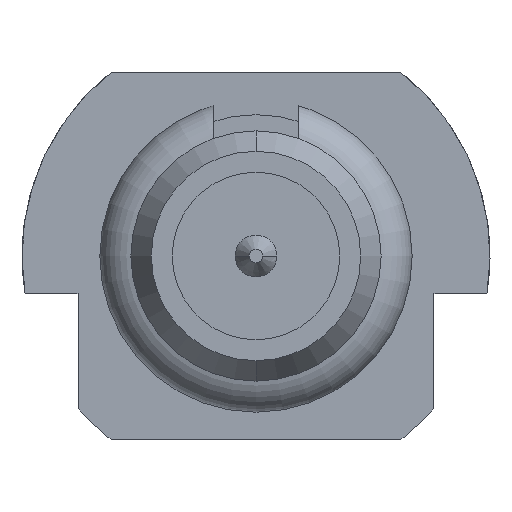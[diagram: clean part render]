
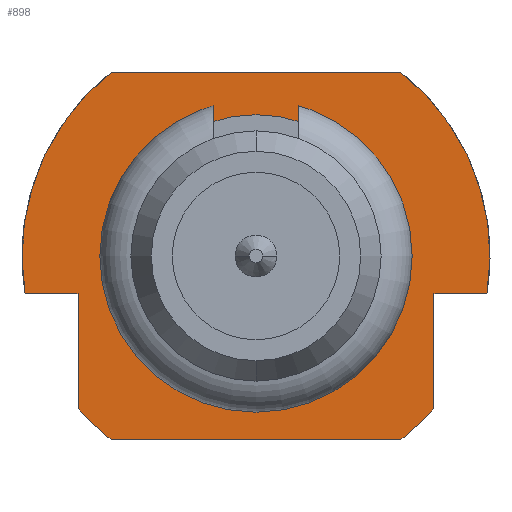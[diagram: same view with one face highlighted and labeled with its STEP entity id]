
A CAD part, left-side view. The second image highlights one B-rep face of the part: STEP entity #898.
In plain terms, the highlighted planar face has unit normal (-1, 0, 0).
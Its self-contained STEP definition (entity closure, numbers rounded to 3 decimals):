
#111=CARTESIAN_POINT('',(2.7,0.,0.));
#112=DIRECTION('',(-1.,0.,0.));
#113=DIRECTION('',(0.,0.,-1.));
#114=AXIS2_PLACEMENT_3D('',#111,#112,#113);
#116=CARTESIAN_POINT('',(2.7,0.,0.));
#117=DIRECTION('',(1.,0.,0.));
#118=DIRECTION('',(0.,0.,-1.));
#119=AXIS2_PLACEMENT_3D('',#116,#117,#118);
#121=DIRECTION('',(0.,-1.,0.));
#122=VECTOR('',#121,0.506);
#123=CARTESIAN_POINT('',(2.7,2.206,-0.36));
#124=LINE('',#123,#122);
#125=CARTESIAN_POINT('',(2.7,0.,0.));
#126=DIRECTION('',(1.,0.,0.));
#127=DIRECTION('',(0.,0.987,-0.161));
#128=AXIS2_PLACEMENT_3D('',#125,#126,#127);
#130=DIRECTION('',(0.,1.,0.));
#131=VECTOR('',#130,2.768);
#132=CARTESIAN_POINT('',(2.7,-1.384,1.755));
#133=LINE('',#132,#131);
#134=CARTESIAN_POINT('',(2.7,0.,0.));
#135=DIRECTION('',(-1.,0.,0.));
#136=DIRECTION('',(0.,-0.987,-0.161));
#137=AXIS2_PLACEMENT_3D('',#134,#135,#136);
#139=DIRECTION('',(0.,1.,0.));
#140=VECTOR('',#139,0.506);
#141=CARTESIAN_POINT('',(2.7,-2.206,-0.36));
#142=LINE('',#141,#140);
#143=DIRECTION('',(0.,0.,1.));
#144=VECTOR('',#143,1.091);
#145=CARTESIAN_POINT('',(2.7,-1.7,-1.451));
#146=LINE('',#145,#144);
#147=CARTESIAN_POINT('',(2.7,0.,0.));
#148=DIRECTION('',(-1.,0.,0.));
#149=DIRECTION('',(0.,-0.619,-0.785));
#150=AXIS2_PLACEMENT_3D('',#147,#148,#149);
#152=DIRECTION('',(0.,-1.,0.));
#153=VECTOR('',#152,2.768);
#154=CARTESIAN_POINT('',(2.7,1.384,-1.755));
#155=LINE('',#154,#153);
#156=CARTESIAN_POINT('',(2.7,0.,0.));
#157=DIRECTION('',(1.,0.,0.));
#158=DIRECTION('',(0.,0.619,-0.785));
#159=AXIS2_PLACEMENT_3D('',#156,#157,#158);
#161=DIRECTION('',(0.,0.,1.));
#162=VECTOR('',#161,1.091);
#163=CARTESIAN_POINT('',(2.7,1.7,-1.451));
#164=LINE('',#163,#162);
#551=CARTESIAN_POINT('',(2.7,0.,-1.35));
#553=VERTEX_POINT('',#551);
#569=CARTESIAN_POINT('',(2.7,0.,1.35));
#571=VERTEX_POINT('',#569);
#587=CARTESIAN_POINT('',(2.7,1.384,-1.755));
#588=CARTESIAN_POINT('',(2.7,-1.384,-1.755));
#589=VERTEX_POINT('',#587);
#590=VERTEX_POINT('',#588);
#591=CARTESIAN_POINT('',(2.7,-1.384,1.755));
#592=CARTESIAN_POINT('',(2.7,1.384,1.755));
#593=VERTEX_POINT('',#591);
#594=VERTEX_POINT('',#592);
#595=CARTESIAN_POINT('',(2.7,2.206,-0.36));
#597=VERTEX_POINT('',#595);
#599=CARTESIAN_POINT('',(2.7,1.7,-0.36));
#600=VERTEX_POINT('',#599);
#601=CARTESIAN_POINT('',(2.7,1.7,-1.451));
#602=VERTEX_POINT('',#601);
#603=CARTESIAN_POINT('',(2.7,-1.7,-1.451));
#604=CARTESIAN_POINT('',(2.7,-1.7,-0.36));
#605=VERTEX_POINT('',#603);
#606=VERTEX_POINT('',#604);
#607=CARTESIAN_POINT('',(2.7,-2.206,-0.36));
#608=VERTEX_POINT('',#607);
#867=CARTESIAN_POINT('',(2.7,0.,0.));
#868=DIRECTION('',(1.,0.,0.));
#869=DIRECTION('',(0.,0.,1.));
#870=AXIS2_PLACEMENT_3D('',#867,#868,#869);
#871=PLANE('',#870);
#873=ORIENTED_EDGE('',*,*,#872,.F.);
#875=ORIENTED_EDGE('',*,*,#874,.T.);
#877=ORIENTED_EDGE('',*,*,#876,.F.);
#879=ORIENTED_EDGE('',*,*,#878,.F.);
#881=ORIENTED_EDGE('',*,*,#880,.T.);
#883=ORIENTED_EDGE('',*,*,#882,.F.);
#885=ORIENTED_EDGE('',*,*,#884,.F.);
#887=ORIENTED_EDGE('',*,*,#886,.F.);
#889=ORIENTED_EDGE('',*,*,#888,.T.);
#891=ORIENTED_EDGE('',*,*,#890,.T.);
#892=EDGE_LOOP('',(#873,#875,#877,#879,#881,#883,#885,#887,#889,#891));
#893=FACE_OUTER_BOUND('',#892,.F.);
#894=ORIENTED_EDGE('',*,*,#860,.F.);
#895=ORIENTED_EDGE('',*,*,#849,.T.);
#896=EDGE_LOOP('',(#894,#895));
#897=FACE_BOUND('',#896,.F.);
#898=ADVANCED_FACE('',(#893,#897),#871,.F.);
#115=CIRCLE('',#114,1.35);
#120=CIRCLE('',#119,1.35);
#129=CIRCLE('',#128,2.235);
#138=CIRCLE('',#137,2.235);
#151=CIRCLE('',#150,2.235);
#160=CIRCLE('',#159,2.235);
#849=EDGE_CURVE('',#553,#571,#115,.T.);
#860=EDGE_CURVE('',#553,#571,#120,.T.);
#872=EDGE_CURVE('',#597,#600,#124,.T.);
#874=EDGE_CURVE('',#597,#594,#129,.T.);
#876=EDGE_CURVE('',#593,#594,#133,.T.);
#878=EDGE_CURVE('',#608,#593,#138,.T.);
#880=EDGE_CURVE('',#608,#606,#142,.T.);
#882=EDGE_CURVE('',#605,#606,#146,.T.);
#884=EDGE_CURVE('',#590,#605,#151,.T.);
#886=EDGE_CURVE('',#589,#590,#155,.T.);
#888=EDGE_CURVE('',#589,#602,#160,.T.);
#890=EDGE_CURVE('',#602,#600,#164,.T.);
